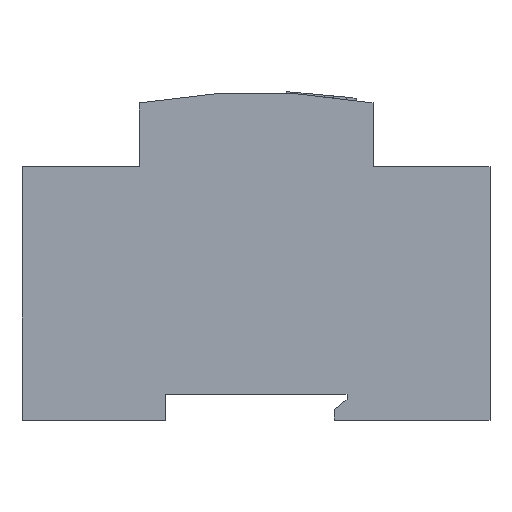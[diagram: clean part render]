
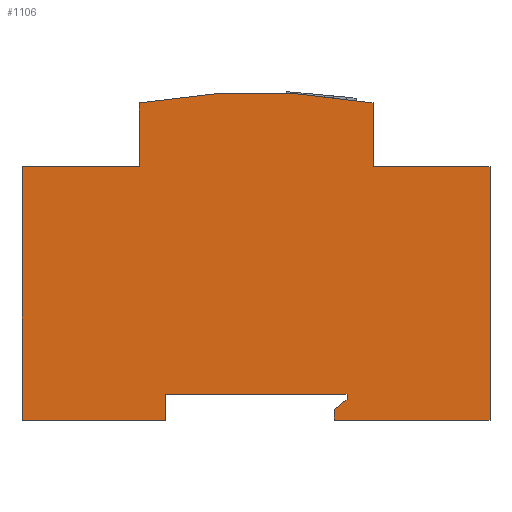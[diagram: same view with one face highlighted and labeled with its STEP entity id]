
A CAD part, top view. The second image highlights one B-rep face of the part: STEP entity #1106.
In plain terms, the highlighted planar face has unit normal (0, 0, 1).
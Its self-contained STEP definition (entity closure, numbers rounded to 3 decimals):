
#80=DIRECTION('',(0.,-1.,0.));
#81=VECTOR('',#80,2.);
#82=CARTESIAN_POINT('',(1075.628,167.149,36.));
#83=LINE('',#82,#81);
#87=DIRECTION('',(-0.781,-0.625,0.));
#88=VECTOR('',#87,3.202);
#89=CARTESIAN_POINT('',(1078.128,169.149,36.));
#90=LINE('',#89,#88);
#94=DIRECTION('',(0.,-1.,0.));
#95=VECTOR('',#94,1.);
#96=CARTESIAN_POINT('',(1078.128,170.149,36.));
#97=LINE('',#96,#95);
#101=DIRECTION('',(1.,0.,0.));
#102=VECTOR('',#101,35.);
#103=CARTESIAN_POINT('',(1043.128,170.149,36.));
#104=LINE('',#103,#102);
#108=DIRECTION('',(0.,1.,0.));
#109=VECTOR('',#108,5.);
#110=CARTESIAN_POINT('',(1043.128,165.149,36.));
#111=LINE('',#110,#109);
#115=DIRECTION('',(1.,0.,0.));
#116=VECTOR('',#115,27.5);
#117=CARTESIAN_POINT('',(1015.628,165.149,36.));
#118=LINE('',#117,#116);
#122=DIRECTION('',(0.,-1.,0.));
#123=VECTOR('',#122,48.7);
#124=CARTESIAN_POINT('',(1015.628,213.849,36.));
#125=LINE('',#124,#123);
#129=DIRECTION('',(-1.,0.,0.));
#130=VECTOR('',#129,22.5);
#131=CARTESIAN_POINT('',(1038.128,213.849,36.));
#132=LINE('',#131,#130);
#136=DIRECTION('',(0.,-1.,0.));
#137=VECTOR('',#136,12.3);
#138=CARTESIAN_POINT('',(1038.128,226.149,36.));
#139=LINE('',#138,#137);
#143=CARTESIAN_POINT('',(1060.628,100.586,36.));
#144=DIRECTION('',(0.,0.,1.));
#145=DIRECTION('',(0.176,0.984,0.));
#146=AXIS2_PLACEMENT_3D('',#143,#144,#145);
#151=DIRECTION('',(0.,1.,0.));
#152=VECTOR('',#151,12.3);
#153=CARTESIAN_POINT('',(1083.128,213.849,36.));
#154=LINE('',#153,#152);
#158=DIRECTION('',(-1.,0.,0.));
#159=VECTOR('',#158,22.5);
#160=CARTESIAN_POINT('',(1105.628,213.849,36.));
#161=LINE('',#160,#159);
#165=DIRECTION('',(0.,1.,0.));
#166=VECTOR('',#165,48.7);
#167=CARTESIAN_POINT('',(1105.628,165.149,36.));
#168=LINE('',#167,#166);
#172=DIRECTION('',(1.,0.,0.));
#173=VECTOR('',#172,30.);
#174=CARTESIAN_POINT('',(1075.628,165.149,36.));
#175=LINE('',#174,#173);
#907=CARTESIAN_POINT('',(1075.628,167.149,36.));
#908=CARTESIAN_POINT('',(1075.628,165.149,36.));
#909=VERTEX_POINT('',#907);
#910=VERTEX_POINT('',#908);
#915=CARTESIAN_POINT('',(1078.128,169.149,36.));
#916=VERTEX_POINT('',#915);
#919=CARTESIAN_POINT('',(1078.128,170.149,36.));
#920=VERTEX_POINT('',#919);
#923=CARTESIAN_POINT('',(1043.128,170.149,36.));
#924=VERTEX_POINT('',#923);
#927=CARTESIAN_POINT('',(1043.128,165.149,36.));
#928=VERTEX_POINT('',#927);
#931=CARTESIAN_POINT('',(1015.628,165.149,36.));
#932=VERTEX_POINT('',#931);
#935=CARTESIAN_POINT('',(1015.628,213.849,36.));
#936=VERTEX_POINT('',#935);
#939=CARTESIAN_POINT('',(1038.128,213.849,36.));
#940=VERTEX_POINT('',#939);
#943=CARTESIAN_POINT('',(1038.128,226.149,36.));
#944=VERTEX_POINT('',#943);
#947=CARTESIAN_POINT('',(1083.128,226.149,36.));
#948=VERTEX_POINT('',#947);
#951=CARTESIAN_POINT('',(1083.128,213.849,36.));
#952=VERTEX_POINT('',#951);
#955=CARTESIAN_POINT('',(1105.628,213.849,36.));
#956=VERTEX_POINT('',#955);
#959=CARTESIAN_POINT('',(1105.628,165.149,36.));
#960=VERTEX_POINT('',#959);
#1072=CARTESIAN_POINT('',(1060.794,193.413,36.));
#1073=DIRECTION('',(0.,0.,1.));
#1074=DIRECTION('',(1.,0.,0.));
#1075=AXIS2_PLACEMENT_3D('',#1072,#1073,#1074);
#1076=PLANE('',#1075);
#1078=ORIENTED_EDGE('',*,*,#1077,.F.);
#1080=ORIENTED_EDGE('',*,*,#1079,.F.);
#1082=ORIENTED_EDGE('',*,*,#1081,.F.);
#1084=ORIENTED_EDGE('',*,*,#1083,.F.);
#1086=ORIENTED_EDGE('',*,*,#1085,.F.);
#1088=ORIENTED_EDGE('',*,*,#1087,.F.);
#1090=ORIENTED_EDGE('',*,*,#1089,.F.);
#1092=ORIENTED_EDGE('',*,*,#1091,.F.);
#1094=ORIENTED_EDGE('',*,*,#1093,.F.);
#1096=ORIENTED_EDGE('',*,*,#1095,.F.);
#1098=ORIENTED_EDGE('',*,*,#1097,.F.);
#1099=ORIENTED_EDGE('',*,*,#1044,.F.);
#1101=ORIENTED_EDGE('',*,*,#1100,.F.);
#1103=ORIENTED_EDGE('',*,*,#1102,.F.);
#1104=EDGE_LOOP('',(#1078,#1080,#1082,#1084,#1086,#1088,#1090,#1092,#1094,#1096,
#1098,#1099,#1101,#1103));
#1105=FACE_OUTER_BOUND('',#1104,.F.);
#147=CIRCLE('',#146,127.563);
#1044=EDGE_CURVE('',#956,#952,#161,.T.);
#1077=EDGE_CURVE('',#909,#910,#83,.T.);
#1079=EDGE_CURVE('',#916,#909,#90,.T.);
#1081=EDGE_CURVE('',#920,#916,#97,.T.);
#1083=EDGE_CURVE('',#924,#920,#104,.T.);
#1085=EDGE_CURVE('',#928,#924,#111,.T.);
#1087=EDGE_CURVE('',#932,#928,#118,.T.);
#1089=EDGE_CURVE('',#936,#932,#125,.T.);
#1091=EDGE_CURVE('',#940,#936,#132,.T.);
#1093=EDGE_CURVE('',#944,#940,#139,.T.);
#1095=EDGE_CURVE('',#948,#944,#147,.T.);
#1097=EDGE_CURVE('',#952,#948,#154,.T.);
#1100=EDGE_CURVE('',#960,#956,#168,.T.);
#1102=EDGE_CURVE('',#910,#960,#175,.T.);
#1106=ADVANCED_FACE('',(#1105),#1076,.T.);
